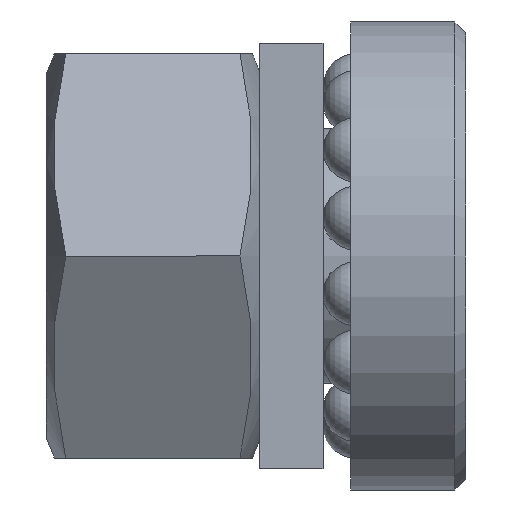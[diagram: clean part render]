
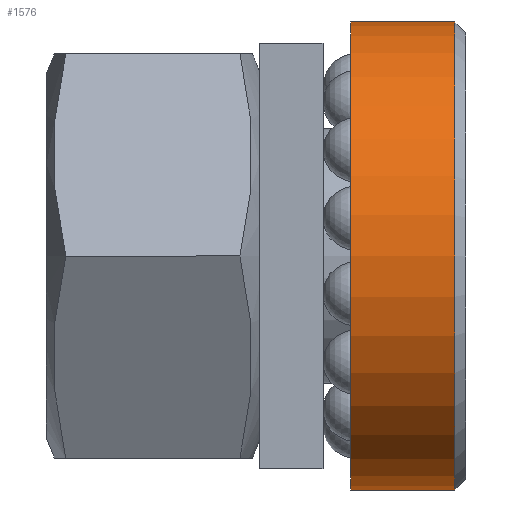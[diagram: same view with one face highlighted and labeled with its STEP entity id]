
A CAD part, left-side view. The second image highlights one B-rep face of the part: STEP entity #1576.
In plain terms, the highlighted cylindrical face has radius 11 mm (diameter 22 mm), a partial arc.
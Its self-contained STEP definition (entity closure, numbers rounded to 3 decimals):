
#75 = LINE ( 'NONE', #2709, #3122 ) ;
#80 = DIRECTION ( 'NONE',  ( 0., -1., 0. ) ) ;
#116 = EDGE_CURVE ( 'NONE', #2177, #2984, #75, .T. ) ;
#128 = ORIENTED_EDGE ( 'NONE', *, *, #1491, .T. ) ;
#133 = FACE_OUTER_BOUND ( 'NONE', #1235, .T. ) ;
#275 = ORIENTED_EDGE ( 'NONE', *, *, #116, .F. ) ;
#370 = DIRECTION ( 'NONE',  ( 0., -1., 0. ) ) ;
#615 = LINE ( 'NONE', #2438, #3280 ) ;
#719 = DIRECTION ( 'NONE',  ( 0., 0., -1. ) ) ;
#741 = DIRECTION ( 'NONE',  ( 1., 0., 0. ) ) ;
#1084 = EDGE_CURVE ( 'NONE', #2177, #2331, #1300, .T. ) ;
#1235 = EDGE_LOOP ( 'NONE', ( #275, #2231, #1378, #128 ) ) ;
#1300 = CIRCLE ( 'NONE', #3212, 11. ) ;
#1332 = EDGE_CURVE ( 'NONE', #2331, #2776, #615, .T. ) ;
#1378 = ORIENTED_EDGE ( 'NONE', *, *, #1332, .T. ) ;
#1491 = EDGE_CURVE ( 'NONE', #2776, #2984, #2493, .T. ) ;
#1563 = AXIS2_PLACEMENT_3D ( 'NONE', #3047, #2286, #2011 ) ;
#1576 = ADVANCED_FACE ( 'NONE', ( #133 ), #3091, .T. ) ;
#1588 = CARTESIAN_POINT ( 'NONE',  ( 0., 5.4, -11. ) ) ;
#1721 = CARTESIAN_POINT ( 'NONE',  ( 0., 5.4, 11. ) ) ;
#1736 = DIRECTION ( 'NONE',  ( 0., -1., 0. ) ) ;
#1836 = AXIS2_PLACEMENT_3D ( 'NONE', #3029, #1736, #719 ) ;
#1991 = CARTESIAN_POINT ( 'NONE',  ( 0., 0.5, -11. ) ) ;
#2011 = DIRECTION ( 'NONE',  ( 0., 0., -1. ) ) ;
#2047 = CARTESIAN_POINT ( 'NONE',  ( 0., 5.4, 0. ) ) ;
#2177 = VERTEX_POINT ( 'NONE', #1721 ) ;
#2231 = ORIENTED_EDGE ( 'NONE', *, *, #1084, .T. ) ;
#2270 = DIRECTION ( 'NONE',  ( 0., -1., 0. ) ) ;
#2286 = DIRECTION ( 'NONE',  ( 0., 1., 0. ) ) ;
#2331 = VERTEX_POINT ( 'NONE', #1588 ) ;
#2426 = CARTESIAN_POINT ( 'NONE',  ( 0., 0.5, 11. ) ) ;
#2438 = CARTESIAN_POINT ( 'NONE',  ( 0., 5.4, -11. ) ) ;
#2493 = CIRCLE ( 'NONE', #1563, 11. ) ;
#2709 = CARTESIAN_POINT ( 'NONE',  ( 0., 5.4, 11. ) ) ;
#2776 = VERTEX_POINT ( 'NONE', #1991 ) ;
#2984 = VERTEX_POINT ( 'NONE', #2426 ) ;
#3029 = CARTESIAN_POINT ( 'NONE',  ( 0., 5.4, 0. ) ) ;
#3047 = CARTESIAN_POINT ( 'NONE',  ( 0., 0.5, 0. ) ) ;
#3091 = CYLINDRICAL_SURFACE ( 'NONE', #1836, 11. ) ;
#3122 = VECTOR ( 'NONE', #370, 1000. ) ;
#3212 = AXIS2_PLACEMENT_3D ( 'NONE', #2047, #2270, #741 ) ;
#3280 = VECTOR ( 'NONE', #80, 1000. ) ;
